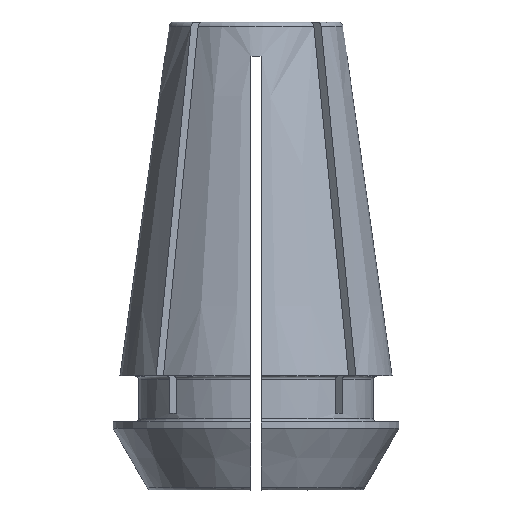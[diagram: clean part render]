
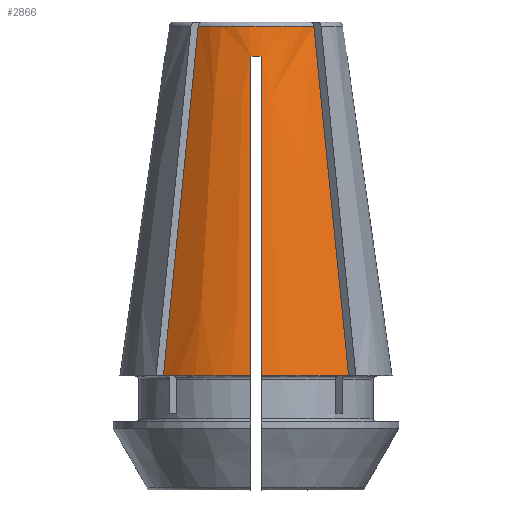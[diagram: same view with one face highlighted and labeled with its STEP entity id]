
A CAD part, left-side view. The second image highlights one B-rep face of the part: STEP entity #2866.
In plain terms, the highlighted conical face has half-angle 8 degrees and reference radius 5.077 mm.
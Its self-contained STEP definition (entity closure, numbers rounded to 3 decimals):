
#52=CONICAL_SURFACE('',#3054,5.077,0.14);
#121=B_SPLINE_CURVE_WITH_KNOTS('',3,(#4286,#4287,#4288,#4289,#4290,#4291,
#4292,#4293,#4294,#4295),.UNSPECIFIED.,.F.,.F.,(4,3,3,4),(0.008,
0.01,0.019,0.027),
 .UNSPECIFIED.);
#130=B_SPLINE_CURVE_WITH_KNOTS('',3,(#4382,#4383,#4384,#4385,#4386,#4387,
#4388,#4389,#4390,#4391),.UNSPECIFIED.,.F.,.F.,(4,3,3,4),(0.008,
0.01,0.019,0.027),
 .UNSPECIFIED.);
#155=B_SPLINE_CURVE_WITH_KNOTS('',3,(#4648,#4649,#4650,#4651,#4652,#4653,
#4654),.UNSPECIFIED.,.F.,.F.,(4,3,4),(0.,0.009,
0.021),.UNSPECIFIED.);
#156=B_SPLINE_CURVE_WITH_KNOTS('',3,(#4658,#4659,#4660,#4661,#4662,#4663,
#4664),.UNSPECIFIED.,.F.,.F.,(4,3,4),(0.,0.014,
0.021),.UNSPECIFIED.);
#237=CIRCLE('',#3045,8.);
#243=CIRCLE('',#3055,5.113);
#244=CIRCLE('',#3056,5.358);
#245=CIRCLE('',#3057,8.);
#538=ORIENTED_EDGE('',*,*,#1470,.F.);
#539=ORIENTED_EDGE('',*,*,#1471,.T.);
#540=ORIENTED_EDGE('',*,*,#1460,.T.);
#541=ORIENTED_EDGE('',*,*,#1390,.F.);
#542=ORIENTED_EDGE('',*,*,#1472,.F.);
#543=ORIENTED_EDGE('',*,*,#1359,.T.);
#544=ORIENTED_EDGE('',*,*,#1473,.T.);
#545=ORIENTED_EDGE('',*,*,#1474,.T.);
#1359=EDGE_CURVE('',#1828,#1827,#121,.T.);
#1390=EDGE_CURVE('',#1858,#1859,#130,.T.);
#1460=EDGE_CURVE('',#1927,#1859,#237,.T.);
#1470=EDGE_CURVE('',#1935,#1936,#243,.T.);
#1471=EDGE_CURVE('',#1935,#1927,#155,.T.);
#1472=EDGE_CURVE('',#1828,#1858,#244,.T.);
#1473=EDGE_CURVE('',#1827,#1937,#245,.T.);
#1474=EDGE_CURVE('',#1937,#1936,#156,.T.);
#1827=VERTEX_POINT('',#4285);
#1828=VERTEX_POINT('',#4296);
#1858=VERTEX_POINT('',#4381);
#1859=VERTEX_POINT('',#4392);
#1927=VERTEX_POINT('',#4619);
#1935=VERTEX_POINT('',#4646);
#1936=VERTEX_POINT('',#4647);
#1937=VERTEX_POINT('',#4657);
#2490=EDGE_LOOP('',(#538,#539,#540,#541,#542,#543,#544,#545));
#2646=FACE_BOUND('',#2490,.T.);
#2866=ADVANCED_FACE('',(#2646),#52,.T.);
#3045=AXIS2_PLACEMENT_3D('',#4621,#3468,#3469);
#3054=AXIS2_PLACEMENT_3D('',#4644,#3489,#3490);
#3055=AXIS2_PLACEMENT_3D('',#4645,#3491,#3492);
#3056=AXIS2_PLACEMENT_3D('',#4655,#3493,#3494);
#3057=AXIS2_PLACEMENT_3D('',#4656,#3495,#3496);
#3468=DIRECTION('',(0.,0.,1.));
#3469=DIRECTION('',(1.,0.,0.));
#3489=DIRECTION('',(0.,0.,-1.));
#3490=DIRECTION('',(-1.,0.,0.));
#3491=DIRECTION('',(0.,0.,1.));
#3492=DIRECTION('',(1.,0.,0.));
#3493=DIRECTION('',(0.,0.,-1.));
#3494=DIRECTION('',(-1.,0.,0.));
#3495=DIRECTION('',(0.,0.,1.));
#3496=DIRECTION('',(1.,0.,0.));
#4285=CARTESIAN_POINT('',(-7.994,-0.3,6.9));
#4286=CARTESIAN_POINT('',(-5.349,-0.3,25.7));
#4287=CARTESIAN_POINT('',(-5.408,-0.3,25.286));
#4288=CARTESIAN_POINT('',(-5.466,-0.3,24.872));
#4289=CARTESIAN_POINT('',(-5.524,-0.3,24.458));
#4290=CARTESIAN_POINT('',(-5.975,-0.3,21.252));
#4291=CARTESIAN_POINT('',(-6.427,-0.3,18.046));
#4292=CARTESIAN_POINT('',(-6.878,-0.3,14.84));
#4293=CARTESIAN_POINT('',(-7.25,-0.3,12.193));
#4294=CARTESIAN_POINT('',(-7.622,-0.3,9.547));
#4295=CARTESIAN_POINT('',(-7.994,-0.3,6.9));
#4296=CARTESIAN_POINT('',(-5.349,-0.3,25.7));
#4381=CARTESIAN_POINT('',(-5.349,0.3,25.7));
#4382=CARTESIAN_POINT('',(-5.349,0.3,25.7));
#4383=CARTESIAN_POINT('',(-5.408,0.3,25.286));
#4384=CARTESIAN_POINT('',(-5.466,0.3,24.872));
#4385=CARTESIAN_POINT('',(-5.524,0.3,24.458));
#4386=CARTESIAN_POINT('',(-5.975,0.3,21.252));
#4387=CARTESIAN_POINT('',(-6.427,0.3,18.046));
#4388=CARTESIAN_POINT('',(-6.878,0.3,14.84));
#4389=CARTESIAN_POINT('',(-7.25,0.3,12.193));
#4390=CARTESIAN_POINT('',(-7.622,0.3,9.547));
#4391=CARTESIAN_POINT('',(-7.994,0.3,6.9));
#4392=CARTESIAN_POINT('',(-7.994,0.3,6.9));
#4619=CARTESIAN_POINT('',(-5.865,5.441,6.9));
#4621=CARTESIAN_POINT('',(0.,0.,6.9));
#4644=CARTESIAN_POINT('',(0.,0.,27.7));
#4645=CARTESIAN_POINT('',(0.,0.,27.442));
#4646=CARTESIAN_POINT('',(-3.821,3.397,27.442));
#4647=CARTESIAN_POINT('',(-3.821,-3.397,27.442));
#4648=CARTESIAN_POINT('',(-3.821,3.397,27.442));
#4649=CARTESIAN_POINT('',(-4.116,3.692,24.479));
#4650=CARTESIAN_POINT('',(-4.411,3.987,21.516));
#4651=CARTESIAN_POINT('',(-4.706,4.282,18.553));
#4652=CARTESIAN_POINT('',(-5.092,4.668,14.669));
#4653=CARTESIAN_POINT('',(-5.479,5.054,10.784));
#4654=CARTESIAN_POINT('',(-5.865,5.441,6.9));
#4655=CARTESIAN_POINT('',(0.,0.,25.7));
#4656=CARTESIAN_POINT('',(0.,0.,6.9));
#4657=CARTESIAN_POINT('',(-5.865,-5.441,6.9));
#4658=CARTESIAN_POINT('',(-5.865,-5.441,6.9));
#4659=CARTESIAN_POINT('',(-5.404,-4.98,11.536));
#4660=CARTESIAN_POINT('',(-4.943,-4.519,16.172));
#4661=CARTESIAN_POINT('',(-4.482,-4.057,20.808));
#4662=CARTESIAN_POINT('',(-4.262,-3.837,23.019));
#4663=CARTESIAN_POINT('',(-4.041,-3.617,25.231));
#4664=CARTESIAN_POINT('',(-3.821,-3.397,27.442));
